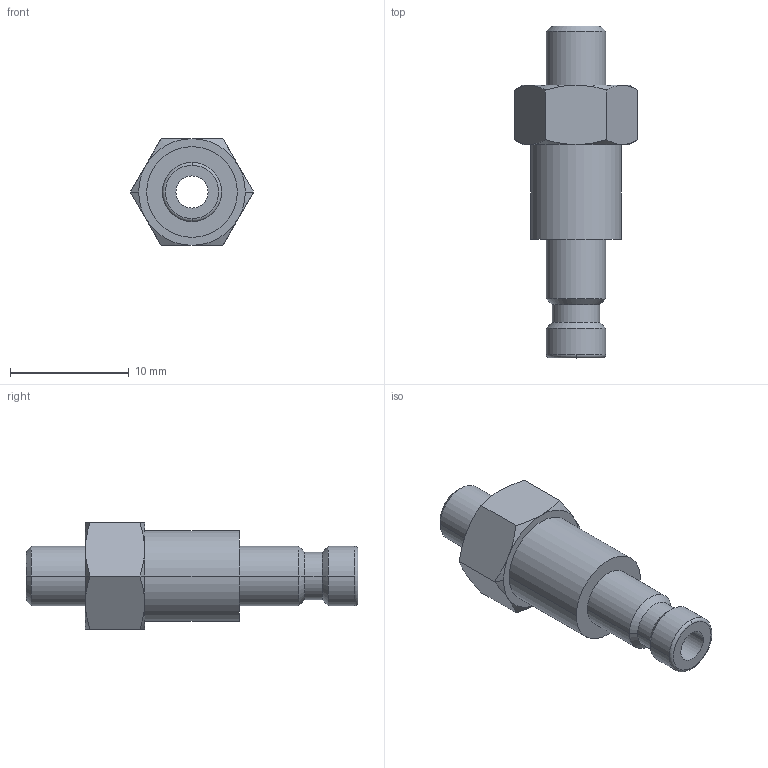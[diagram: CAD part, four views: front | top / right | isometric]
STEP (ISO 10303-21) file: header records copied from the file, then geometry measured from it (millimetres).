
FILE_DESCRIPTION(('STEP AP214'),'1');
FILE_NAME('ESMCE_5_NAAB.stp','2020-08-17T11:37:26',('TraceParts'),('TraceParts S.A.'),'Spatial InterOp 3D',' ',' ');
FILE_SCHEMA(('AUTOMOTIVE_DESIGN { 1 0 10303 214 1 1 1 1 }'));
Length unit declared in the file: millimetre
Products named in the file (1): ESMCE_5_NAAB
Bounding box: 10.39 x 28 x 9 mm (x, y, z)
Volume: 835.2 mm3; surface area: 937.2 mm2
Topology: 1 solids, 1 shells, 47 faces, 101 edges, 59 vertices
Faces by surface type: cone 22, cylinder 12, plane 11, torus 2
Entity records: 1684 total; most frequent: CARTESIAN_POINT 304, DIRECTION 222, ORIENTED_EDGE 202, EDGE_CURVE 101, AXIS2_PLACEMENT_3D 97, VERTEX_POINT 59, EDGE_LOOP 52, CIRCLE 49
